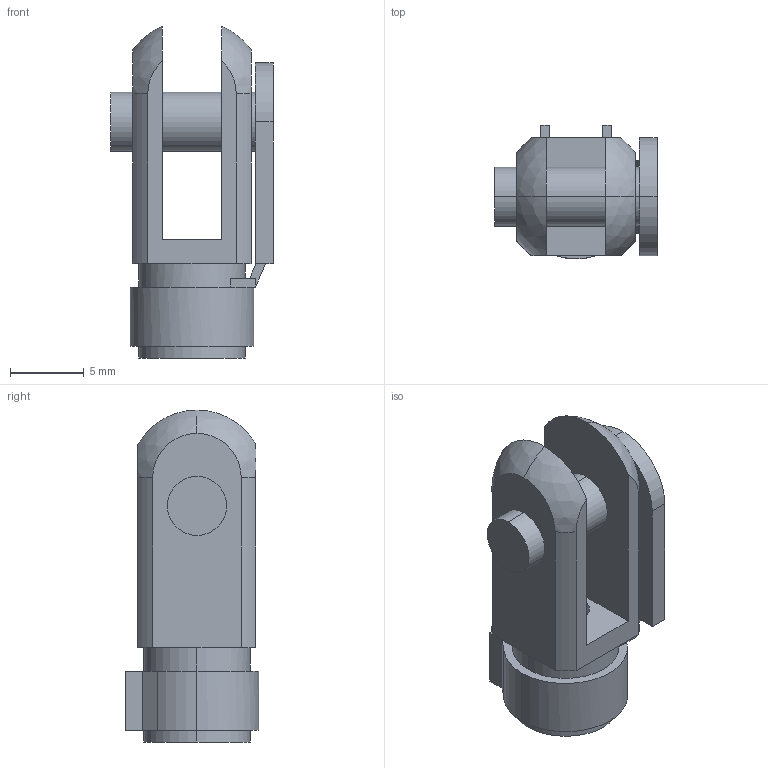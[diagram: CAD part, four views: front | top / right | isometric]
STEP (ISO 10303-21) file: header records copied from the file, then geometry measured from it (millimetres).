
FILE_DESCRIPTION(('STEP AP214'),'1');
FILE_NAME('chape_mf-15008.stp','2017-10-26T13:31:14',('TraceParts'),('TraceParts S.A.'),'Spatial InterOp 3D',' ',' ');
FILE_SCHEMA(('automotive_design'));
Length unit declared in the file: millimetre
Products named in the file (1): chape_mf-15008
Bounding box: 11 x 9.07 x 22.5 mm (x, y, z)
Volume: 904.2 mm3; surface area: 1271.1 mm2
Topology: 1 solids, 1 shells, 73 faces, 198 edges, 130 vertices
Faces by surface type: plane 43, cylinder 24, sphere 4, cone 2
Entity records: 2342 total; most frequent: DIRECTION 417, CARTESIAN_POINT 402, ORIENTED_EDGE 396, EDGE_CURVE 198, AXIS2_PLACEMENT_3D 145, VERTEX_POINT 130, LINE 127, VECTOR 127
